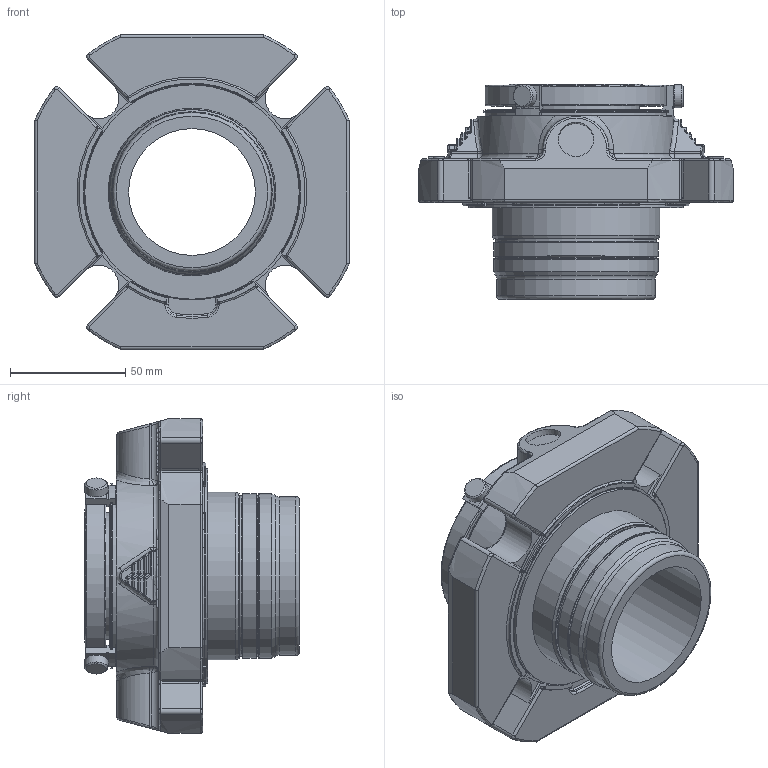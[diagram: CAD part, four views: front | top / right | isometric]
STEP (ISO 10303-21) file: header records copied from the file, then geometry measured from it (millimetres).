
FILE_DESCRIPTION(/* description */ ('Unknown'),/* implementation_level */ '2;1');
FILE_NAME(/* name */ '55mm - STEP',/* time_stamp */ '2023-01-27T16:27:45+00:00',/* author */ ('Unknown'),/* organization */ ('Unknown'),/* preprocessor_version */ 'ST-DEVELOPER v16.7',/* originating_system */ 'Solid Edge',/* authorisation */ 'Unknown');
FILE_SCHEMA (('AUTOMOTIVE_DESIGN {1 0 10303 214 3 1 1}'));
Length unit declared in the file: millimetre
Products named in the file (1): 55mm
Bounding box: 136.5 x 93.24 x 136.5 mm (x, y, z)
Volume: 425852.5 mm3; surface area: 83187.5 mm2
Topology: 1 solids, 1 shells, 1015 faces, 2653 edges, 1646 vertices
Faces by surface type: cylinder 339, plane 309, bspline 189, torus 116, sphere 36, cone 26
Full cylindrical faces by diameter (mm): 4.837 x2, 10 x3, 15.342 x2, 55 x1, 55.093 x1, 58.141 x1, 68.809 x1, 69.469 x2, 71.45 x1, 71.552 x1, 72.746 x1, 78.867 x2, 80.391 x1, 90.043 x1, 92.989 x1, 93 x1, 93.396 x1, 93.65 x1
Entity records: 33795 total; most frequent: CARTESIAN_POINT 10247, ORIENTED_EDGE 5126, DIRECTION 4593, EDGE_CURVE 2563, AXIS2_PLACEMENT_3D 1721, VERTEX_POINT 1622, LINE 1151, VECTOR 1151
